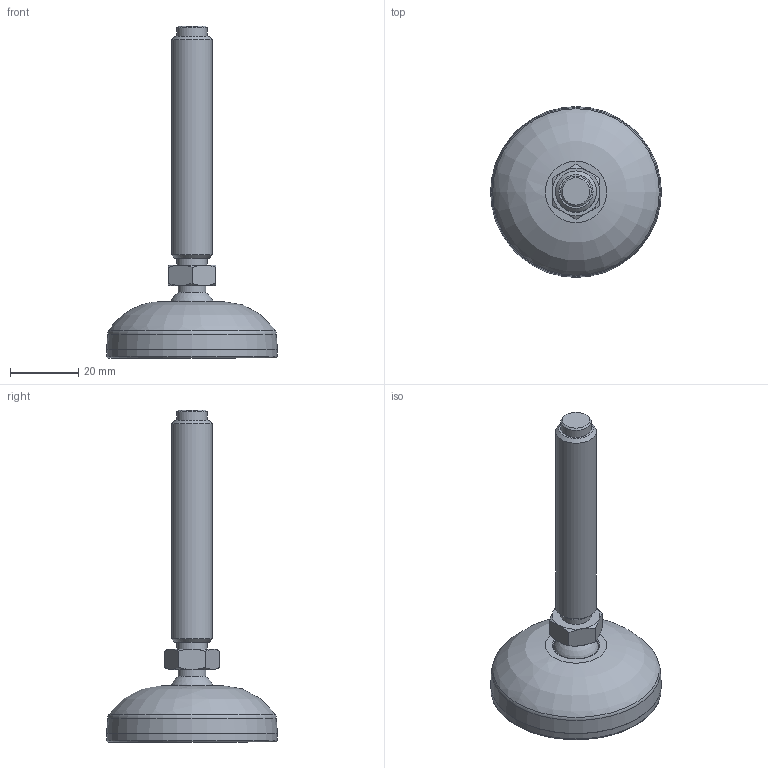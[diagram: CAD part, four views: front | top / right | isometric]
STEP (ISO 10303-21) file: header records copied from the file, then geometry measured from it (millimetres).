
FILE_DESCRIPTION(/* description */ ('AC2F'),/* implementation_level */ '2;1');
FILE_NAME(/* name */ '6325250',/* time_stamp */ '2018-06-06T09:07:41+02:00',/* author */ ('Zorzan Davide'),/* organization */ ('Gamm Srl.'),/* preprocessor_version */ 'ST-DEVELOPER v16.7',/* originating_system */ 'DEX',/* authorisation */ $);
FILE_SCHEMA (('CONFIG_CONTROL_DESIGN'));
Length unit declared in the file: millimetre
Products named in the file (4): 6325250; 6314025; 6305025; 1875035
Assembly tree (3 placements, depth 2):
  6325250
    6314025
    6305025
    1875035
Bounding box: 50 x 50 x 97.2 mm (x, y, z)
Volume: 28406.4 mm3; surface area: 15422.3 mm2
Topology: 3 solids, 3 shells, 69 faces, 163 edges, 106 vertices
Faces by surface type: plane 34, torus 10, cylinder 10, cone 9, sphere 6
Full cylindrical faces by diameter (mm): 8.062 x1, 9 x2, 12 x1, 13.28 x1, 13.7 x1, 14 x1, 14.5 x1, 43.97 x2
Entity records: 2119 total; most frequent: CARTESIAN_POINT 373, DIRECTION 316, ORIENTED_EDGE 248, AXIS2_PLACEMENT_3D 139, EDGE_CURVE 124, EDGE_LOOP 102, FACE_BOUND 102, VERTEX_POINT 94
